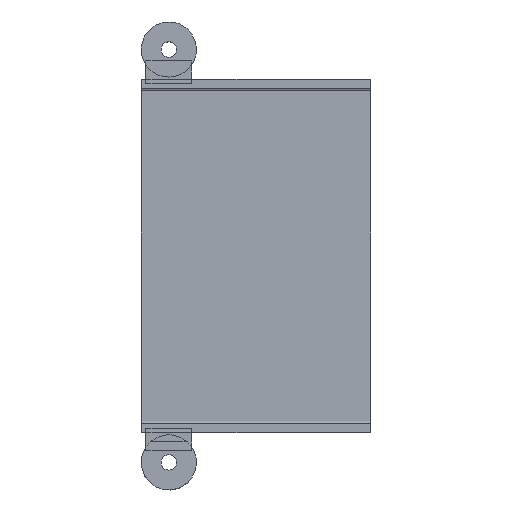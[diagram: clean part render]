
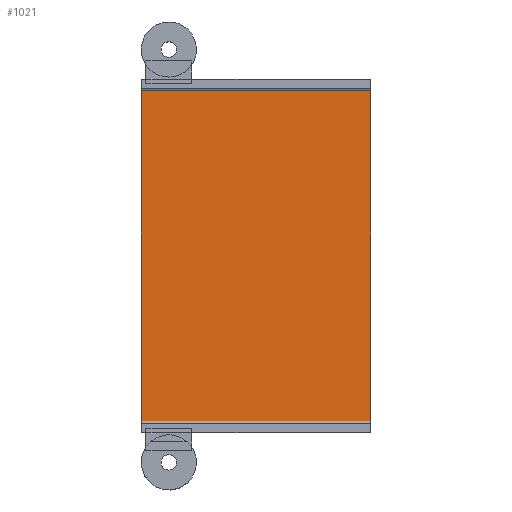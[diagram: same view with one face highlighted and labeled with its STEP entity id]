
A CAD part, top view. The second image highlights one B-rep face of the part: STEP entity #1021.
In plain terms, the highlighted planar face has unit normal (0, 0, 1).
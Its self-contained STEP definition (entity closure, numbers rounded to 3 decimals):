
#235 = VERTEX_POINT('',#236);
#236 = CARTESIAN_POINT('',(0.,76.5,2.));
#242 = EDGE_CURVE('',#235,#243,#245,.T.);
#243 = VERTEX_POINT('',#244);
#244 = CARTESIAN_POINT('',(0.,4.5,2.));
#245 = LINE('',#246,#247);
#246 = CARTESIAN_POINT('',(0.,77.,2.));
#247 = VECTOR('',#248,1.);
#248 = DIRECTION('',(0.,-1.,0.));
#510 = VERTEX_POINT('',#511);
#511 = CARTESIAN_POINT('',(50.,4.5,2.));
#517 = EDGE_CURVE('',#510,#518,#520,.T.);
#518 = VERTEX_POINT('',#519);
#519 = CARTESIAN_POINT('',(50.,76.5,2.));
#520 = LINE('',#521,#522);
#521 = CARTESIAN_POINT('',(50.,4.,2.));
#522 = VECTOR('',#523,1.);
#523 = DIRECTION('',(0.,1.,0.));
#1011 = EDGE_CURVE('',#243,#510,#1012,.T.);
#1012 = LINE('',#1013,#1014);
#1013 = CARTESIAN_POINT('',(-25.,4.5,2.));
#1014 = VECTOR('',#1015,1.);
#1015 = DIRECTION('',(1.,0.,0.));
#1021 = ADVANCED_FACE('',(#1022),#1033,.T.);
#1022 = FACE_BOUND('',#1023,.T.);
#1023 = EDGE_LOOP('',(#1024,#1025,#1026,#1027));
#1024 = ORIENTED_EDGE('',*,*,#242,.T.);
#1025 = ORIENTED_EDGE('',*,*,#1011,.T.);
#1026 = ORIENTED_EDGE('',*,*,#517,.T.);
#1027 = ORIENTED_EDGE('',*,*,#1028,.F.);
#1028 = EDGE_CURVE('',#235,#518,#1029,.T.);
#1029 = LINE('',#1030,#1031);
#1030 = CARTESIAN_POINT('',(-25.,76.5,2.));
#1031 = VECTOR('',#1032,1.);
#1032 = DIRECTION('',(1.,0.,0.));
#1033 = PLANE('',#1034);
#1034 = AXIS2_PLACEMENT_3D('',#1035,#1036,#1037);
#1035 = CARTESIAN_POINT('',(25.,40.5,2.));
#1036 = DIRECTION('',(0.,0.,1.));
#1037 = DIRECTION('',(1.,0.,0.));
